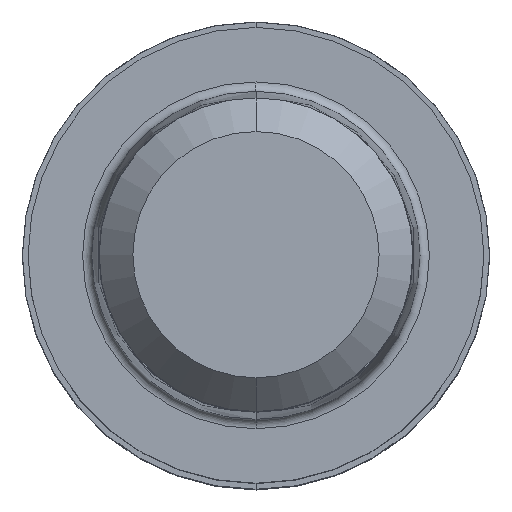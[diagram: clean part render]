
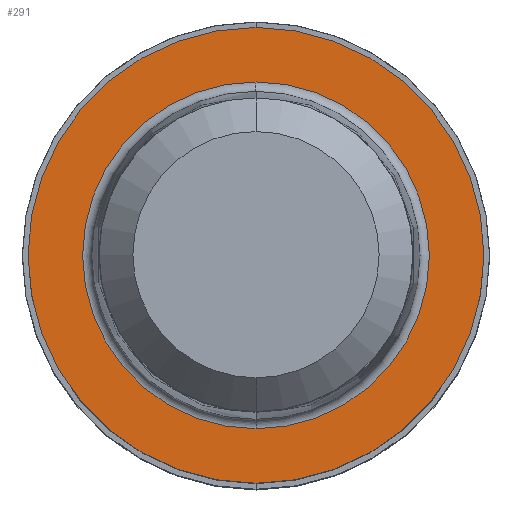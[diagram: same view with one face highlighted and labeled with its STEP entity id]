
A CAD part, top view. The second image highlights one B-rep face of the part: STEP entity #291.
In plain terms, the highlighted planar face has unit normal (0, 0, 1).
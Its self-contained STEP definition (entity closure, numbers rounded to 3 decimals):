
#213=EDGE_CURVE('',#411,#307,#550,.T.);
#269=VERTEX_POINT('',#617);
#291=ADVANCED_FACE('',(#643,#644),#645,.T.);
#307=VERTEX_POINT('',#663);
#309=EDGE_CURVE('',#307,#411,#665,.T.);
#343=VERTEX_POINT('',#705);
#411=VERTEX_POINT('',#780);
#435=EDGE_CURVE('',#269,#343,#807,.T.);
#455=EDGE_CURVE('',#343,#269,#829,.T.);
#550=CIRCLE('',#925,4.45);
#617=CARTESIAN_POINT('',(0.0,5.85,0.01));
#643=FACE_OUTER_BOUND('',#1038,.T.);
#644=FACE_BOUND('',#1039,.T.);
#645=PLANE('',#1040);
#663=CARTESIAN_POINT('',(0.0,4.45,0.01));
#665=CIRCLE('',#1067,4.45);
#705=CARTESIAN_POINT('',(0.,-5.85,0.01));
#780=CARTESIAN_POINT('',(0.,-4.45,0.01));
#807=CIRCLE('',#1251,5.85);
#829=CIRCLE('',#1280,5.85);
#925=AXIS2_PLACEMENT_3D('',#1378,#1379,#1380);
#1038=EDGE_LOOP('',(#1521,#1522));
#1039=EDGE_LOOP('',(#1523,#1524));
#1040=AXIS2_PLACEMENT_3D('',#1525,#1526,#1527);
#1067=AXIS2_PLACEMENT_3D('',#1557,#1558,#1559);
#1251=AXIS2_PLACEMENT_3D('',#1737,#1738,#1739);
#1280=AXIS2_PLACEMENT_3D('',#1768,#1769,#1770);
#1378=CARTESIAN_POINT('',(0.0,0.0,0.01));
#1379=DIRECTION('',(0.0,0.0,-1.0));
#1380=DIRECTION('',(0.0,1.0,0.0));
#1521=ORIENTED_EDGE('',*,*,#435,.F.);
#1522=ORIENTED_EDGE('',*,*,#455,.F.);
#1523=ORIENTED_EDGE('',*,*,#309,.T.);
#1524=ORIENTED_EDGE('',*,*,#213,.T.);
#1525=CARTESIAN_POINT('',(0.0,2.925,0.01));
#1526=DIRECTION('',(-0.0,0.0,1.0));
#1527=DIRECTION('',(0.0,-1.0,0.0));
#1557=CARTESIAN_POINT('',(0.0,0.0,0.01));
#1558=DIRECTION('',(0.0,0.0,-1.0));
#1559=DIRECTION('',(0.0,1.0,0.0));
#1737=CARTESIAN_POINT('',(0.0,0.0,0.01));
#1738=DIRECTION('',(0.0,0.0,-1.0));
#1739=DIRECTION('',(0.0,1.0,0.0));
#1768=CARTESIAN_POINT('',(0.0,0.0,0.01));
#1769=DIRECTION('',(0.0,0.0,-1.0));
#1770=DIRECTION('',(0.0,1.0,0.0));
